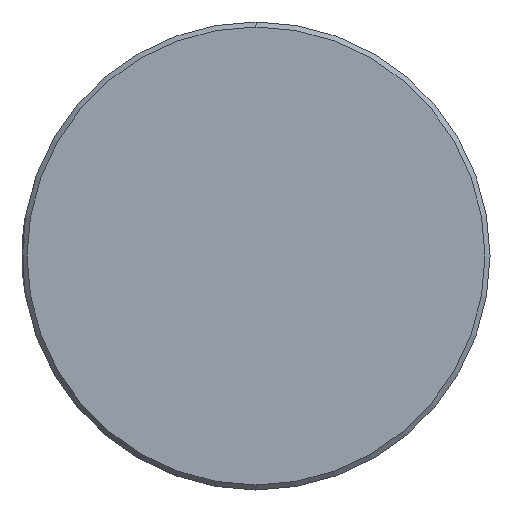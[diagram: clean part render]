
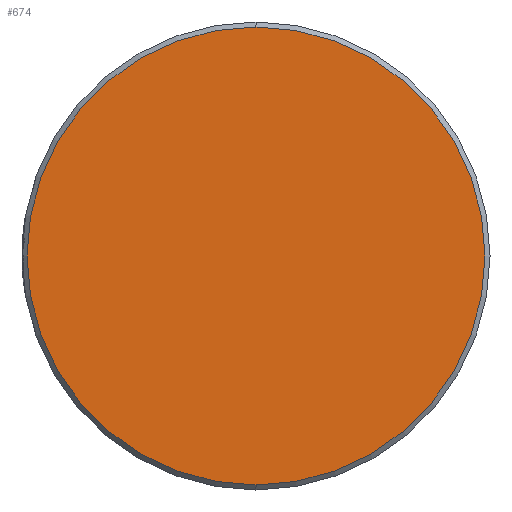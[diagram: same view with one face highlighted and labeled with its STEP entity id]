
A CAD part, left-side view. The second image highlights one B-rep face of the part: STEP entity #674.
In plain terms, the highlighted planar face has unit normal (-1, 0, 0).
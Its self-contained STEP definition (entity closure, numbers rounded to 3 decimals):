
#50 = AXIS2_PLACEMENT_3D ( 'NONE', #224, #424, #1144 ) ;
#71 = EDGE_LOOP ( 'NONE', ( #842, #154 ) ) ;
#105 = PLANE ( 'NONE',  #50 ) ;
#107 = AXIS2_PLACEMENT_3D ( 'NONE', #1198, #1196, #1193 ) ;
#114 = CARTESIAN_POINT ( 'NONE',  ( -5., 0., -13.7 ) ) ;
#154 = ORIENTED_EDGE ( 'NONE', *, *, #274, .T. ) ;
#177 = AXIS2_PLACEMENT_3D ( 'NONE', #323, #1037, #417 ) ;
#224 = CARTESIAN_POINT ( 'NONE',  ( -5., 0., 0. ) ) ;
#274 = EDGE_CURVE ( 'NONE', #428, #742, #974, .T. ) ;
#323 = CARTESIAN_POINT ( 'NONE',  ( -5., 0., 0. ) ) ;
#417 = DIRECTION ( 'NONE',  ( 0., 0., 1. ) ) ;
#424 = DIRECTION ( 'NONE',  ( -1., 0., 0. ) ) ;
#428 = VERTEX_POINT ( 'NONE', #900 ) ;
#471 = CIRCLE ( 'NONE', #177, 13.7 ) ;
#674 = ADVANCED_FACE ( 'NONE', ( #1286 ), #105, .T. ) ;
#742 = VERTEX_POINT ( 'NONE', #114 ) ;
#842 = ORIENTED_EDGE ( 'NONE', *, *, #1031, .T. ) ;
#900 = CARTESIAN_POINT ( 'NONE',  ( -5., 0., 13.7 ) ) ;
#974 = CIRCLE ( 'NONE', #107, 13.7 ) ;
#1031 = EDGE_CURVE ( 'NONE', #742, #428, #471, .T. ) ;
#1037 = DIRECTION ( 'NONE',  ( -1., 0., 0. ) ) ;
#1144 = DIRECTION ( 'NONE',  ( 0., 0., 1. ) ) ;
#1193 = DIRECTION ( 'NONE',  ( 0., 0., 1. ) ) ;
#1196 = DIRECTION ( 'NONE',  ( -1., 0., 0. ) ) ;
#1198 = CARTESIAN_POINT ( 'NONE',  ( -5., 0., 0. ) ) ;
#1286 = FACE_OUTER_BOUND ( 'NONE', #71, .T. ) ;
